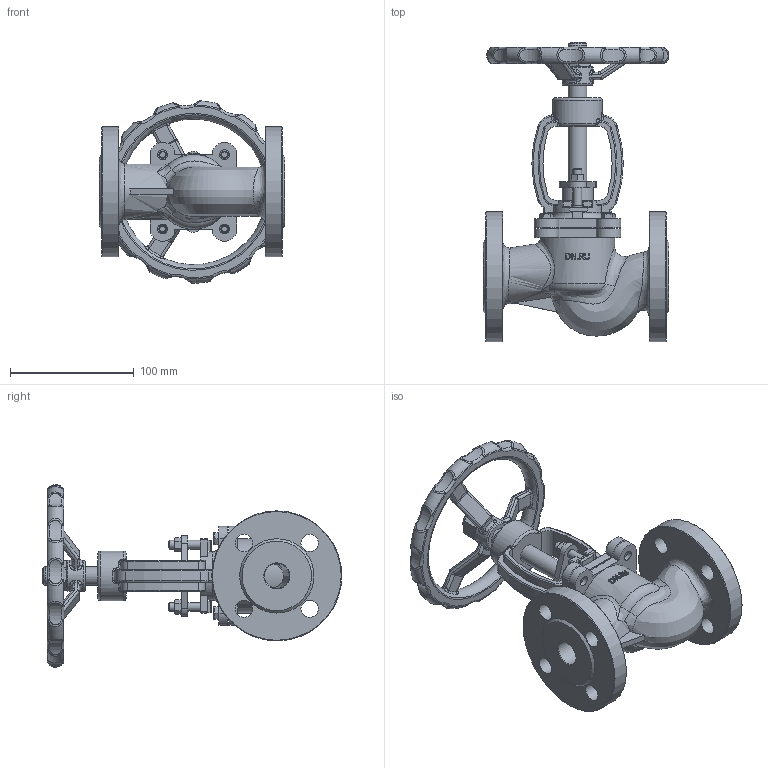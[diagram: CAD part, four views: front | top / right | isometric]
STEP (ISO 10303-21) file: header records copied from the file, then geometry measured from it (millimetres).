
FILE_DESCRIPTION(/* description */ (''),/* implementation_level */ '2;1');
FILE_NAME(/* name */ 'DN20_3D_STEP.stp',/* time_stamp */ '2024-02-11T17:14:39+03:00',/* author */ ('igorr'),/* organization */ (''),/* preprocessor_version */ 'ST-DEVELOPER v19.2',/* originating_system */ 'Autodesk Inventor 2023',/* authorisation */ '');
FILE_SCHEMA (('AUTOMOTIVE_DESIGN { 1 0 10303 214 3 1 1 }'));
Length unit declared in the file: millimetre
Products named in the file (6): Сборка; Деталь1; Деталь2; ANSI B18.2.4.2M - M14x2; ANSI B18.2.4.2M - M6x1; AS 1110 - M6 x 12
Assembly tree (9 placements, depth 2):
  Сборка
    Деталь1
    Деталь2
    ANSI B18.2.4.2M - M14x2
    ANSI B18.2.4.2M - M6x1  x2
    AS 1110 - M6 x 12  x4
Bounding box: 150.01 x 242 x 147.32 mm (x, y, z)
Volume: 720368.1 mm3; surface area: 148688.3 mm2
Topology: 9 solids, 9 shells, 859 faces, 2005 edges, 1184 vertices
Faces by surface type: plane 254, cylinder 205, torus 134, bspline 121, cone 81, sphere 64
Full cylindrical faces by diameter (mm): 4.917 x2, 6 x4, 7 x4, 8 x8, 10 x4, 11.835 x1, 14 x8, 15 x3, 20 x2, 25 x2, 40 x1, 60 x2, 105 x2
Entity records: 30284 total; most frequent: CARTESIAN_POINT 12118, DIRECTION 3656, ORIENTED_EDGE 3612, EDGE_CURVE 1806, AXIS2_PLACEMENT_3D 1532, VERTEX_POINT 1065, CIRCLE 836, EDGE_LOOP 835
